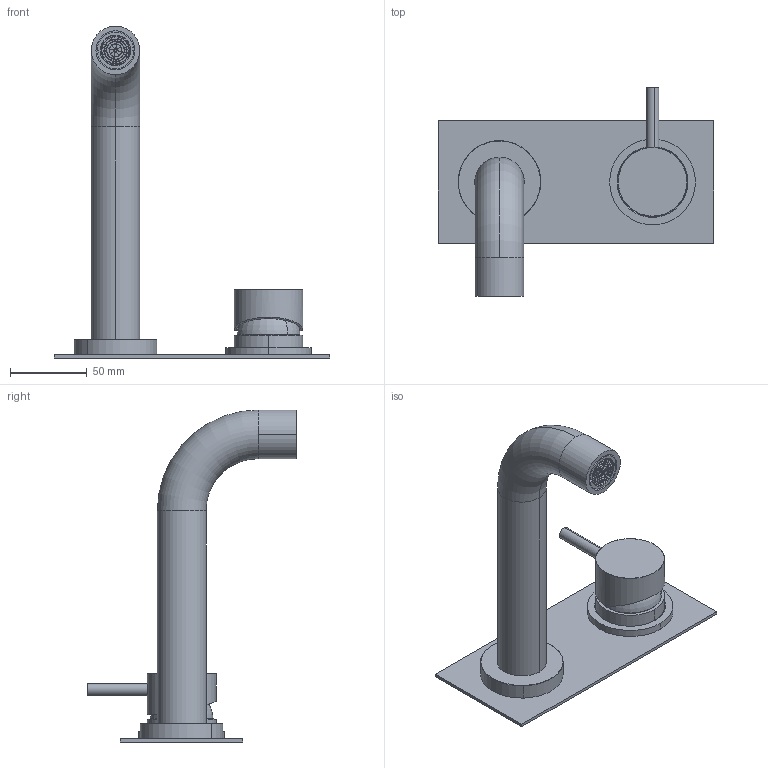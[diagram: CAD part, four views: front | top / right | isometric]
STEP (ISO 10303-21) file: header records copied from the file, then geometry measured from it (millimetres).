
FILE_DESCRIPTION (( 'STEP AP214' ), '1' );
FILE_NAME ('SWBMS32200RH6_shell.STEP', '2018-10-21T23:33:13', ( 'khoa' ), ( '' ), 'SwSTEP 2.0', 'SolidWorks 2016', '' );
FILE_SCHEMA (( 'AUTOMOTIVE_DESIGN' ));
Length unit declared in the file: millimetre
Products named in the file (2): SWBMS32200RH6_shell
Bounding box: 180 x 136.51 x 216.9 mm (x, y, z)
Volume: 140527.3 mm3; surface area: 97435.4 mm2
Topology: 4 solids, 6 shells, 378 faces, 1024 edges, 678 vertices
Faces by surface type: plane 290, cylinder 72, torus 10, cone 6
Entity records: 15580 total; most frequent: CARTESIAN_POINT 2215, DIRECTION 2184, ORIENTED_EDGE 2048, EDGE_CURVE 1024, AXIS2_PLACEMENT_3D 788, VERTEX_POINT 678, LINE 608, VECTOR 608
